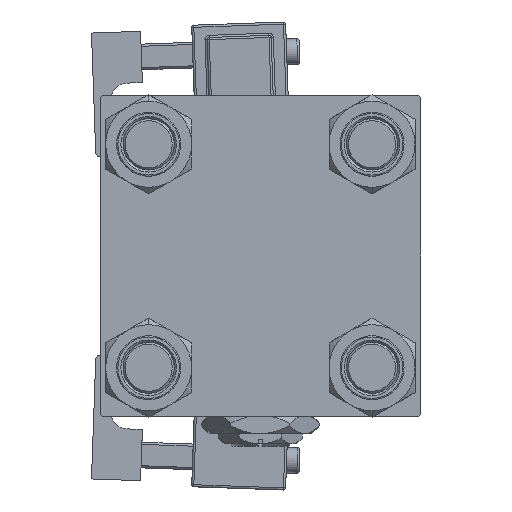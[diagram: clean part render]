
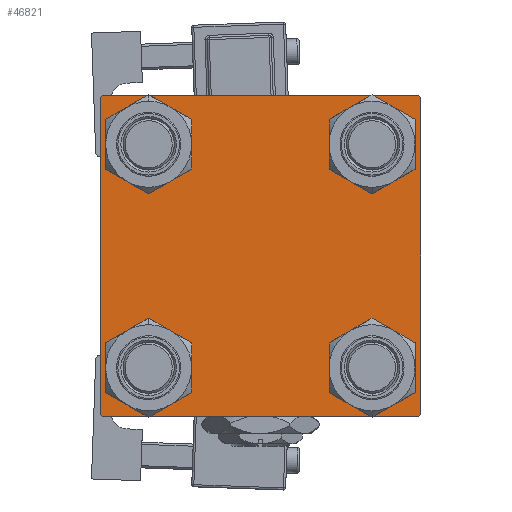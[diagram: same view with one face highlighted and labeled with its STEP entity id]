
A CAD part, left-side view. The second image highlights one B-rep face of the part: STEP entity #46821.
In plain terms, the highlighted planar face has unit normal (-1, 0, 0).
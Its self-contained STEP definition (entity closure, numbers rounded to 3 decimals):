
#75 = CARTESIAN_POINT ( 'NONE',  ( 0., -26.15, -26.15 ) ) ;
#1101 = AXIS2_PLACEMENT_3D ( 'NONE', #29068, #28218, #19687 ) ;
#1470 = FACE_BOUND ( 'NONE', #18060, .T. ) ;
#1529 = EDGE_CURVE ( 'NONE', #5970, #5976, #31540, .T. ) ;
#2593 = FACE_BOUND ( 'NONE', #54358, .T. ) ;
#2665 = VERTEX_POINT ( 'NONE', #53693 ) ;
#2790 = CARTESIAN_POINT ( 'NONE',  ( 0., 26.15, 19.65 ) ) ;
#3090 = EDGE_CURVE ( 'NONE', #48933, #38135, #31430, .T. ) ;
#3256 = LINE ( 'NONE', #20854, #38005 ) ;
#3955 = ORIENTED_EDGE ( 'NONE', *, *, #39041, .T. ) ;
#4559 = VECTOR ( 'NONE', #9835, 1000. ) ;
#4661 = CARTESIAN_POINT ( 'NONE',  ( 0., 26.15, -19.65 ) ) ;
#4706 = CARTESIAN_POINT ( 'NONE',  ( 0., 26.15, 26.15 ) ) ;
#5350 = CIRCLE ( 'NONE', #36200, 6.5 ) ;
#5389 = AXIS2_PLACEMENT_3D ( 'NONE', #44169, #8344, #52415 ) ;
#5680 = ORIENTED_EDGE ( 'NONE', *, *, #16319, .T. ) ;
#5970 = VERTEX_POINT ( 'NONE', #19914 ) ;
#5976 = VERTEX_POINT ( 'NONE', #6853 ) ;
#6237 = ORIENTED_EDGE ( 'NONE', *, *, #37901, .T. ) ;
#6853 = CARTESIAN_POINT ( 'NONE',  ( 0., 37., -37.5 ) ) ;
#8320 = VERTEX_POINT ( 'NONE', #42010 ) ;
#8344 = DIRECTION ( 'NONE',  ( 1., 0., 0. ) ) ;
#8578 = DIRECTION ( 'NONE',  ( 0., 0., 1. ) ) ;
#8878 = ORIENTED_EDGE ( 'NONE', *, *, #48222, .T. ) ;
#9180 = LINE ( 'NONE', #43337, #9379 ) ;
#9379 = VECTOR ( 'NONE', #39898, 1000. ) ;
#9437 = DIRECTION ( 'NONE',  ( 0., 0., 1. ) ) ;
#9775 = AXIS2_PLACEMENT_3D ( 'NONE', #40441, #49543, #45566 ) ;
#9835 = DIRECTION ( 'NONE',  ( 0., 0.707, 0.707 ) ) ;
#9906 = CARTESIAN_POINT ( 'NONE',  ( 0., 37., 37.5 ) ) ;
#10001 = FACE_BOUND ( 'NONE', #18585, .T. ) ;
#10675 = VECTOR ( 'NONE', #11905, 1000. ) ;
#10998 = AXIS2_PLACEMENT_3D ( 'NONE', #21091, #12559, #8578 ) ;
#11623 = AXIS2_PLACEMENT_3D ( 'NONE', #31032, #48416, #9437 ) ;
#11905 = DIRECTION ( 'NONE',  ( 0., -0.707, 0.707 ) ) ;
#12559 = DIRECTION ( 'NONE',  ( 1., 0., 0. ) ) ;
#13135 = EDGE_CURVE ( 'NONE', #43058, #38135, #9180, .T. ) ;
#13781 = DIRECTION ( 'NONE',  ( 1., 0., 0. ) ) ;
#14533 = FACE_BOUND ( 'NONE', #38827, .T. ) ;
#14559 = LINE ( 'NONE', #33054, #16805 ) ;
#16319 = EDGE_CURVE ( 'NONE', #52077, #5970, #14559, .T. ) ;
#16805 = VECTOR ( 'NONE', #32762, 1000. ) ;
#18060 = EDGE_LOOP ( 'NONE', ( #19583, #20803 ) ) ;
#18585 = EDGE_LOOP ( 'NONE', ( #35238, #8878 ) ) ;
#19583 = ORIENTED_EDGE ( 'NONE', *, *, #42589, .T. ) ;
#19586 = ORIENTED_EDGE ( 'NONE', *, *, #3090, .T. ) ;
#19650 = PLANE ( 'NONE',  #9775 ) ;
#19687 = DIRECTION ( 'NONE',  ( 0., 0., 1. ) ) ;
#19914 = CARTESIAN_POINT ( 'NONE',  ( 0., 37.5, -37. ) ) ;
#20348 = AXIS2_PLACEMENT_3D ( 'NONE', #51597, #55862, #21418 ) ;
#20586 = EDGE_CURVE ( 'NONE', #48278, #25869, #23948, .T. ) ;
#20803 = ORIENTED_EDGE ( 'NONE', *, *, #49686, .T. ) ;
#20854 = CARTESIAN_POINT ( 'NONE',  ( 0., 37.25, 37.25 ) ) ;
#21091 = CARTESIAN_POINT ( 'NONE',  ( 0., -26.15, 26.15 ) ) ;
#21418 = DIRECTION ( 'NONE',  ( 0., 0., 1. ) ) ;
#23348 = FACE_OUTER_BOUND ( 'NONE', #35422, .T. ) ;
#23796 = ORIENTED_EDGE ( 'NONE', *, *, #52577, .T. ) ;
#23948 = CIRCLE ( 'NONE', #20348, 6.5 ) ;
#25356 = CIRCLE ( 'NONE', #5389, 6.5 ) ;
#25869 = VERTEX_POINT ( 'NONE', #34908 ) ;
#26495 = VERTEX_POINT ( 'NONE', #51450 ) ;
#26982 = DIRECTION ( 'NONE',  ( 0., -0.707, -0.707 ) ) ;
#27128 = CARTESIAN_POINT ( 'NONE',  ( 0., -26.15, -32.65 ) ) ;
#27149 = VECTOR ( 'NONE', #26982, 1000. ) ;
#27203 = ORIENTED_EDGE ( 'NONE', *, *, #13135, .F. ) ;
#28218 = DIRECTION ( 'NONE',  ( 1., 0., 0. ) ) ;
#29068 = CARTESIAN_POINT ( 'NONE',  ( 0., 26.15, -26.15 ) ) ;
#29259 = EDGE_CURVE ( 'NONE', #51796, #2665, #50872, .T. ) ;
#29670 = EDGE_CURVE ( 'NONE', #8320, #48422, #44178, .T. ) ;
#30067 = ORIENTED_EDGE ( 'NONE', *, *, #33987, .T. ) ;
#30286 = CARTESIAN_POINT ( 'NONE',  ( 0., -26.15, 19.65 ) ) ;
#30762 = DIRECTION ( 'NONE',  ( 0., 0., 1. ) ) ;
#30848 = VERTEX_POINT ( 'NONE', #50965 ) ;
#31020 = DIRECTION ( 'NONE',  ( 0., -1., 0. ) ) ;
#31032 = CARTESIAN_POINT ( 'NONE',  ( 0., 26.15, 26.15 ) ) ;
#31430 = LINE ( 'NONE', #48814, #4559 ) ;
#31540 = LINE ( 'NONE', #48924, #27149 ) ;
#31656 = ORIENTED_EDGE ( 'NONE', *, *, #1529, .T. ) ;
#32200 = CARTESIAN_POINT ( 'NONE',  ( 0., -26.15, -26.15 ) ) ;
#32762 = DIRECTION ( 'NONE',  ( 0., 0., -1. ) ) ;
#32944 = EDGE_CURVE ( 'NONE', #26495, #36871, #52485, .T. ) ;
#33054 = CARTESIAN_POINT ( 'NONE',  ( 0., 37.5, 37.5 ) ) ;
#33987 = EDGE_CURVE ( 'NONE', #43058, #52077, #3256, .T. ) ;
#34206 = DIRECTION ( 'NONE',  ( 1., 0., 0. ) ) ;
#34842 = DIRECTION ( 'NONE',  ( 0., 0., 1. ) ) ;
#34908 = CARTESIAN_POINT ( 'NONE',  ( 0., -26.15, 32.65 ) ) ;
#34972 = ORIENTED_EDGE ( 'NONE', *, *, #29259, .T. ) ;
#35150 = LINE ( 'NONE', #52515, #48330 ) ;
#35238 = ORIENTED_EDGE ( 'NONE', *, *, #32944, .T. ) ;
#35417 = AXIS2_PLACEMENT_3D ( 'NONE', #32200, #52987, #36477 ) ;
#35422 = EDGE_LOOP ( 'NONE', ( #5680, #31656, #23796, #34972, #50110, #19586, #27203, #30067 ) ) ;
#36200 = AXIS2_PLACEMENT_3D ( 'NONE', #4706, #13781, #34842 ) ;
#36477 = DIRECTION ( 'NONE',  ( 0., 0., 1. ) ) ;
#36871 = VERTEX_POINT ( 'NONE', #2790 ) ;
#37901 = EDGE_CURVE ( 'NONE', #48422, #8320, #50877, .T. ) ;
#38005 = VECTOR ( 'NONE', #42506, 1000. ) ;
#38135 = VERTEX_POINT ( 'NONE', #43282 ) ;
#38645 = VERTEX_POINT ( 'NONE', #4661 ) ;
#38827 = EDGE_LOOP ( 'NONE', ( #44430, #6237 ) ) ;
#39041 = EDGE_CURVE ( 'NONE', #25869, #48278, #47342, .T. ) ;
#39898 = DIRECTION ( 'NONE',  ( 0., -1., 0. ) ) ;
#40004 = DIRECTION ( 'NONE',  ( 0., 0., -1. ) ) ;
#40441 = CARTESIAN_POINT ( 'NONE',  ( 0., 0., 0. ) ) ;
#41466 = AXIS2_PLACEMENT_3D ( 'NONE', #75, #34206, #30762 ) ;
#41711 = VECTOR ( 'NONE', #31020, 1000. ) ;
#42010 = CARTESIAN_POINT ( 'NONE',  ( 0., -26.15, -19.65 ) ) ;
#42379 = EDGE_CURVE ( 'NONE', #48933, #2665, #35150, .T. ) ;
#42506 = DIRECTION ( 'NONE',  ( 0., 0.707, -0.707 ) ) ;
#42589 = EDGE_CURVE ( 'NONE', #38645, #30848, #43026, .T. ) ;
#43026 = CIRCLE ( 'NONE', #1101, 6.5 ) ;
#43058 = VERTEX_POINT ( 'NONE', #9906 ) ;
#43282 = CARTESIAN_POINT ( 'NONE',  ( 0., -37., 37.5 ) ) ;
#43337 = CARTESIAN_POINT ( 'NONE',  ( 0., 37.5, 37.5 ) ) ;
#44169 = CARTESIAN_POINT ( 'NONE',  ( 0., 26.15, -26.15 ) ) ;
#44178 = CIRCLE ( 'NONE', #41466, 6.5 ) ;
#44430 = ORIENTED_EDGE ( 'NONE', *, *, #29670, .T. ) ;
#45566 = DIRECTION ( 'NONE',  ( 0., 0., 1. ) ) ;
#46821 = ADVANCED_FACE ( 'NONE', ( #2593, #14533, #1470, #10001, #23348 ), #19650, .T. ) ;
#46890 = CARTESIAN_POINT ( 'NONE',  ( 0., -37.25, -37.25 ) ) ;
#47342 = CIRCLE ( 'NONE', #10998, 6.5 ) ;
#48222 = EDGE_CURVE ( 'NONE', #36871, #26495, #5350, .T. ) ;
#48278 = VERTEX_POINT ( 'NONE', #30286 ) ;
#48330 = VECTOR ( 'NONE', #40004, 1000. ) ;
#48416 = DIRECTION ( 'NONE',  ( 1., 0., 0. ) ) ;
#48422 = VERTEX_POINT ( 'NONE', #27128 ) ;
#48814 = CARTESIAN_POINT ( 'NONE',  ( 0., -37.25, 37.25 ) ) ;
#48924 = CARTESIAN_POINT ( 'NONE',  ( 0., 37.25, -37.25 ) ) ;
#48933 = VERTEX_POINT ( 'NONE', #54664 ) ;
#49528 = CARTESIAN_POINT ( 'NONE',  ( 0., 37.5, -37.5 ) ) ;
#49543 = DIRECTION ( 'NONE',  ( -1., 0., 0. ) ) ;
#49686 = EDGE_CURVE ( 'NONE', #30848, #38645, #25356, .T. ) ;
#50110 = ORIENTED_EDGE ( 'NONE', *, *, #42379, .F. ) ;
#50726 = ORIENTED_EDGE ( 'NONE', *, *, #20586, .T. ) ;
#50872 = LINE ( 'NONE', #46890, #10675 ) ;
#50877 = CIRCLE ( 'NONE', #35417, 6.5 ) ;
#50965 = CARTESIAN_POINT ( 'NONE',  ( 0., 26.15, -32.65 ) ) ;
#51450 = CARTESIAN_POINT ( 'NONE',  ( 0., 26.15, 32.65 ) ) ;
#51597 = CARTESIAN_POINT ( 'NONE',  ( 0., -26.15, 26.15 ) ) ;
#51796 = VERTEX_POINT ( 'NONE', #55186 ) ;
#52077 = VERTEX_POINT ( 'NONE', #54487 ) ;
#52415 = DIRECTION ( 'NONE',  ( 0., 0., 1. ) ) ;
#52485 = CIRCLE ( 'NONE', #11623, 6.5 ) ;
#52515 = CARTESIAN_POINT ( 'NONE',  ( 0., -37.5, 37.5 ) ) ;
#52577 = EDGE_CURVE ( 'NONE', #5976, #51796, #53501, .T. ) ;
#52987 = DIRECTION ( 'NONE',  ( 1., 0., 0. ) ) ;
#53501 = LINE ( 'NONE', #49528, #41711 ) ;
#53693 = CARTESIAN_POINT ( 'NONE',  ( 0., -37.5, -37. ) ) ;
#54358 = EDGE_LOOP ( 'NONE', ( #3955, #50726 ) ) ;
#54487 = CARTESIAN_POINT ( 'NONE',  ( 0., 37.5, 37. ) ) ;
#54664 = CARTESIAN_POINT ( 'NONE',  ( 0., -37.5, 37. ) ) ;
#55186 = CARTESIAN_POINT ( 'NONE',  ( 0., -37., -37.5 ) ) ;
#55862 = DIRECTION ( 'NONE',  ( 1., 0., 0. ) ) ;
